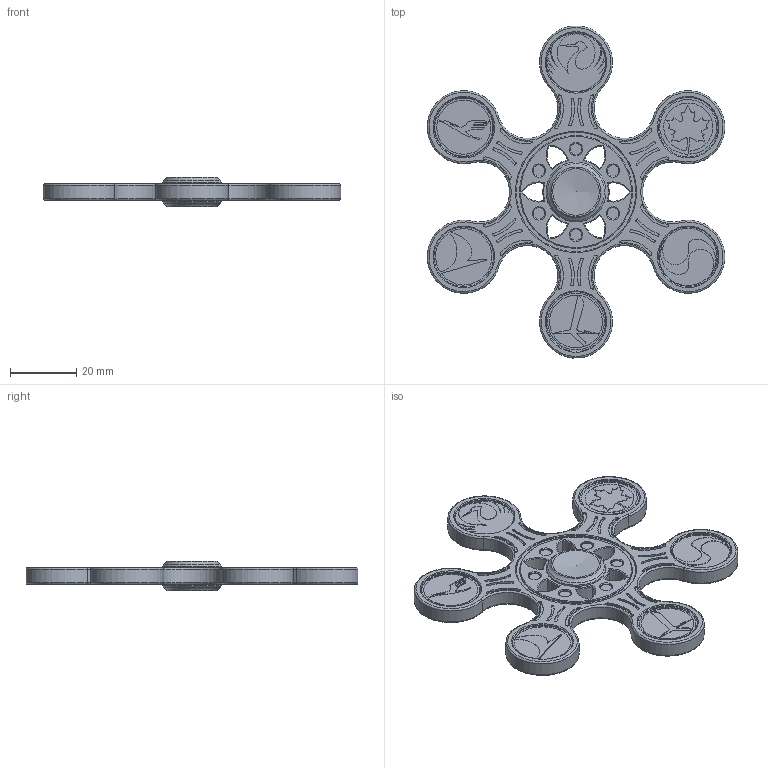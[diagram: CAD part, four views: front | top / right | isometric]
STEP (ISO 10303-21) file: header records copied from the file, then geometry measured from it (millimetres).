
FILE_DESCRIPTION(/* description */ ('STEP AP242','CAx-IF Rec.Pracs.---Representation and Presentation of Product Manufacturing Information (PMI)---4.0---2014-10-13','CAx-IF Rec.Pracs.---3D Tessellated Geometry---0.4---2014-09-14','2;1'),/* implementation_level */ '2;1');
FILE_NAME(/* name */ '66718a882e60976bffc59fe0',/* time_stamp */ '2024-06-18T13:24:25Z',/* author */ (''),/* organization */ (''),/* preprocessor_version */ 'ST-DEVELOPER v20',/* originating_system */ ' ',/* authorisation */ ' ');
FILE_SCHEMA (('AP242_MANAGED_MODEL_BASED_3D_ENGINEERING_MIM_LF { 1 0 10303 442 1 1 4 }'));
Length unit declared in the file: metre
Products named in the file (1): Part 1
Bounding box: 89.48 x 99.92 x 9 mm (x, y, z)
Volume: 18896.9 mm3; surface area: 12208.9 mm2
Topology: 1 solids, 1 shells, 862 faces, 2188 edges, 1436 vertices
Faces by surface type: cylinder 458, plane 164, bspline 146, cone 66, torus 26, sphere 2
Full cylindrical faces by diameter (mm): 3.5 x12, 16.28 x2, 17.065 x2, 17.493 x2, 18 x14, 34 x2, 36 x2
Entity records: 30862 total; most frequent: CARTESIAN_POINT 9357, DIRECTION 4230, ORIENTED_EDGE 4180, EDGE_CURVE 2090, AXIS2_PLACEMENT_3D 1751, VERTEX_POINT 1410, EDGE_LOOP 1054, FACE_BOUND 1054
